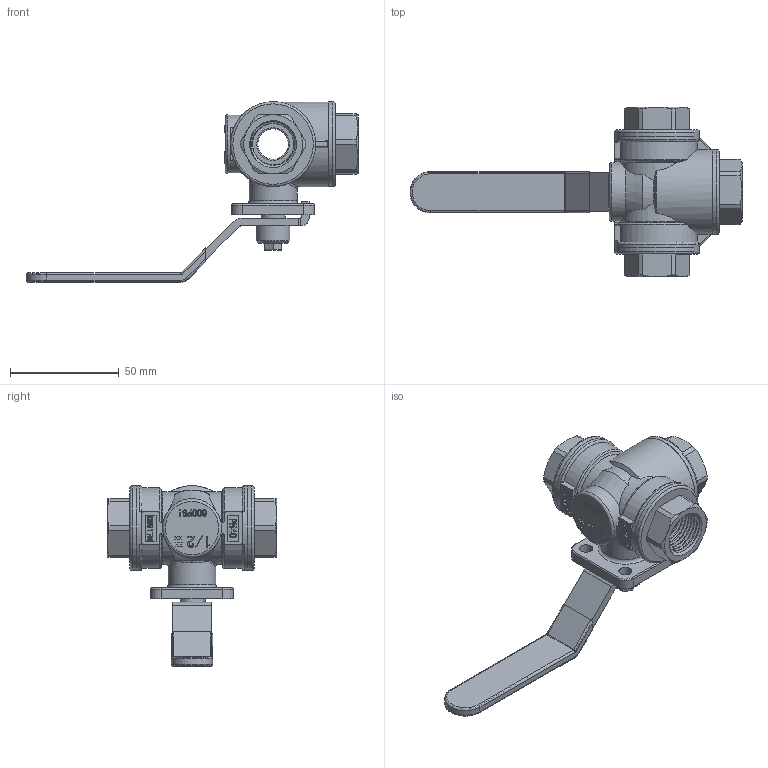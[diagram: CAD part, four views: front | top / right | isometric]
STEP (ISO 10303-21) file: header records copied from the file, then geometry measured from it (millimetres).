
FILE_DESCRIPTION(/* description */ ('Unknown'),/* implementation_level */ '2;1');
FILE_NAME(/* name */ '837_837-04',/* time_stamp */ '2022-08-09T11:12:20+02:00',/* author */ ('Unknown'),/* organization */ ('Unknown'),/* preprocessor_version */ 'ST-DEVELOPER v16.7',/* originating_system */ 'Solid Edge',/* authorisation */ 'Unknown');
FILE_SCHEMA (('AUTOMOTIVE_DESIGN {1 0 10303 214 3 1 1}'));
Length unit declared in the file: millimetre
Products named in the file (9): 2.330_335.015; 007; 007-2; 007-1; 008; 002; 005; 009; 001
Assembly tree (10 placements, depth 3):
  2.330_335.015
    007
      007-2
      007-1
    008
    002  x3
    005
    009
    001
Bounding box: 152.5 x 78 x 83 mm (x, y, z)
Volume: 73825.8 mm3; surface area: 54210.8 mm2
Topology: 9 solids, 9 shells, 725 faces, 1924 edges, 1265 vertices
Faces by surface type: plane 358, cylinder 166, bspline 103, cone 55, torus 41, sphere 2
Full cylindrical faces by diameter (mm): 4.2 x2, 5.5 x1, 6 x3, 8 x2, 11 x4, 11.5 x1, 13 x1, 14 x5, 15.5 x1, 19 x24, 22 x1, 23 x4, 27 x1, 28 x3, 30.5 x2, 31 x3, 31.5 x4, 33.5 x3, 39 x6
Entity records: 30177 total; most frequent: CARTESIAN_POINT 15780, ORIENTED_EDGE 3102, DIRECTION 2520, EDGE_CURVE 1551, VERTEX_POINT 1059, LINE 904, VECTOR 904, AXIS2_PLACEMENT_3D 808
